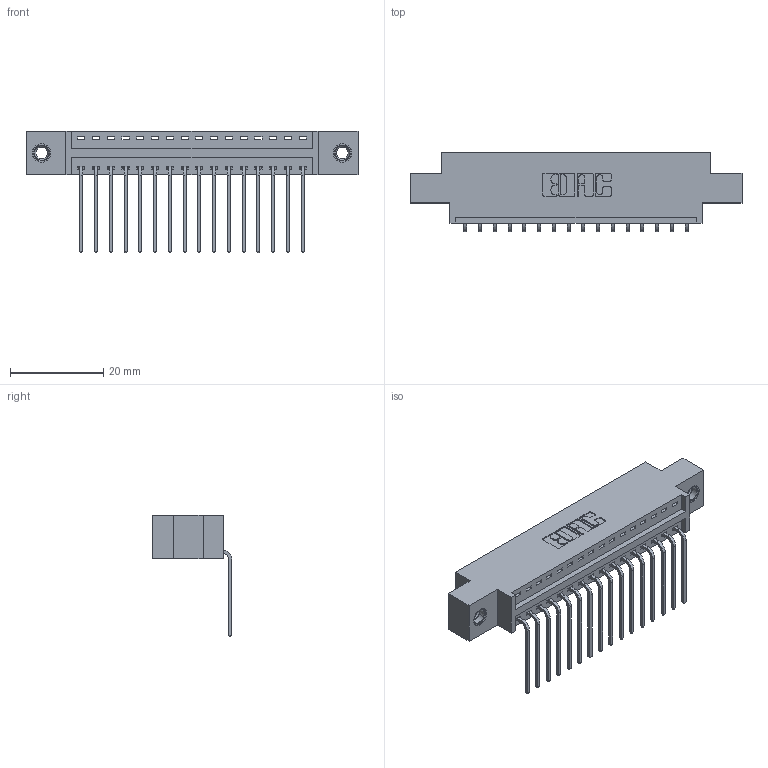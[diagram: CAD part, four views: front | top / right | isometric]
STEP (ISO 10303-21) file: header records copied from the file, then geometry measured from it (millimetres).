
FILE_DESCRIPTION (( 'STEP AP203' ), '1' );
FILE_NAME ('396-016-559-607.STEP', '2019-10-31T20:39:50', ( '' ), ( '' ), 'SwSTEP 2.0', 'SolidWorks 2016', '' );
FILE_SCHEMA (( 'CONFIG_CONTROL_DESIGN' ));
Length unit declared in the file: inch
Products named in the file (4): 346 Part_0.170 Offset - 0.156 Dia-TI; 345-292-001_558 559 Tail - 1; 345-250-001_345-250-005-103; 396-016-559-607
Assembly tree (19 placements, depth 2):
  396-016-559-607
    346 Part_0.170 Offset - 0.156 Dia-TI
    345-292-001_558 559 Tail - 1  x16
    345-250-001_345-250-005-103  x2
Bounding box: 71.37 x 17.08 x 26.16 mm (x, y, z)
Volume: 6538.1 mm3; surface area: 8404.2 mm2
Topology: 19 solids, 19 shells, 1146 faces, 3389 edges, 2230 vertices
Faces by surface type: plane 784, cylinder 346, cone 12, torus 4
Entity records: 14832 total; most frequent: CARTESIAN_POINT 2535, ORIENTED_EDGE 2478, DIRECTION 2293, EDGE_CURVE 1239, LINE 1023, VECTOR 1023, VERTEX_POINT 820, AXIS2_PLACEMENT_3D 635
